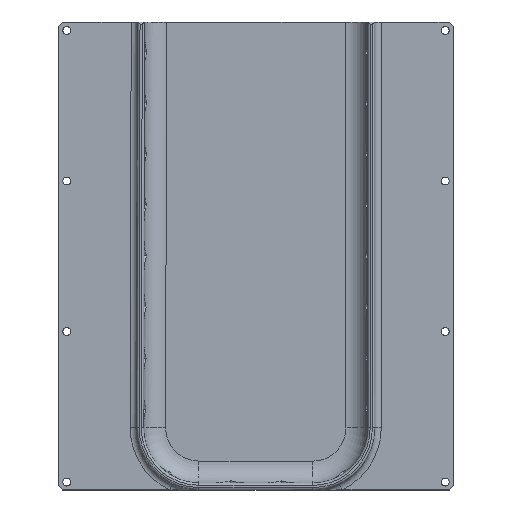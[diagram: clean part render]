
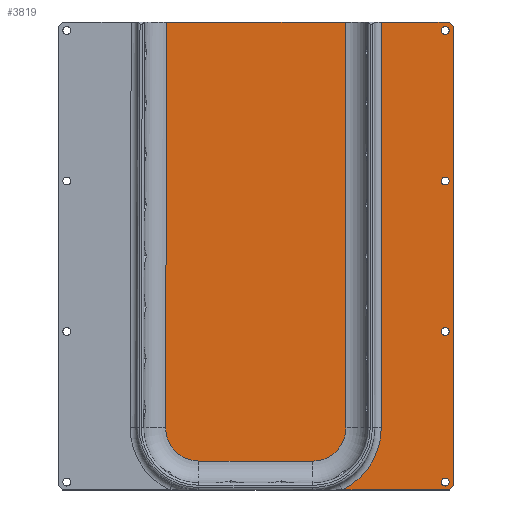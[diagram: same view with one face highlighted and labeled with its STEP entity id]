
A CAD part, top view. The second image highlights one B-rep face of the part: STEP entity #3819.
In plain terms, the highlighted planar face has unit normal (0, 0, 1).
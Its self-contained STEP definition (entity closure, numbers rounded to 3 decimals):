
#39=FACE_BOUND('',#529,.T.);
#40=FACE_BOUND('',#530,.T.);
#41=FACE_BOUND('',#531,.T.);
#42=FACE_BOUND('',#532,.T.);
#327=FACE_OUTER_BOUND('',#528,.T.);
#528=EDGE_LOOP('',(#3467,#3468,#3469,#3470,#3471,#3472,#3473,#3474,#3475,
#3476,#3477,#3478,#3479,#3480));
#529=EDGE_LOOP('',(#3481));
#530=EDGE_LOOP('',(#3482));
#531=EDGE_LOOP('',(#3483));
#532=EDGE_LOOP('',(#3484));
#561=CIRCLE('',#3933,15.);
#570=CIRCLE('',#3972,15.);
#592=CIRCLE('',#4061,31.);
#622=CIRCLE('',#4127,1.8);
#627=CIRCLE('',#4136,1.8);
#629=CIRCLE('',#4139,1.8);
#632=CIRCLE('',#4144,1.8);
#658=LINE('',#5329,#1064);
#800=LINE('',#5672,#1206);
#852=LINE('',#5887,#1258);
#966=LINE('',#6111,#1372);
#996=LINE('',#6276,#1402);
#1023=LINE('',#6356,#1429);
#1027=LINE('',#6364,#1433);
#1030=LINE('',#6370,#1436);
#1033=LINE('',#6376,#1439);
#1036=LINE('',#6382,#1442);
#1039=LINE('',#6386,#1445);
#1064=VECTOR('',#4264,10.);
#1206=VECTOR('',#4558,10.);
#1258=VECTOR('',#4736,10.);
#1372=VECTOR('',#4938,10.);
#1402=VECTOR('',#5084,10.);
#1429=VECTOR('',#5181,10.);
#1433=VECTOR('',#5187,10.);
#1436=VECTOR('',#5192,10.);
#1439=VECTOR('',#5197,10.);
#1442=VECTOR('',#5202,10.);
#1445=VECTOR('',#5207,10.);
#1496=VERTEX_POINT('',#5326);
#1497=VERTEX_POINT('',#5328);
#1577=VERTEX_POINT('',#5613);
#1598=VERTEX_POINT('',#5670);
#1623=VERTEX_POINT('',#5768);
#1674=VERTEX_POINT('',#5885);
#1739=VERTEX_POINT('',#6108);
#1740=VERTEX_POINT('',#6110);
#1743=VERTEX_POINT('',#6117);
#1787=VERTEX_POINT('',#6297);
#1792=VERTEX_POINT('',#6315);
#1794=VERTEX_POINT('',#6321);
#1797=VERTEX_POINT('',#6331);
#1804=VERTEX_POINT('',#6355);
#1807=VERTEX_POINT('',#6363);
#1809=VERTEX_POINT('',#6369);
#1811=VERTEX_POINT('',#6375);
#1813=VERTEX_POINT('',#6381);
#1871=EDGE_CURVE('',#1496,#1497,#658,.T.);
#2008=EDGE_CURVE('',#1577,#1496,#561,.T.);
#2037=EDGE_CURVE('',#1598,#1577,#800,.T.);
#2077=EDGE_CURVE('',#1623,#1598,#570,.T.);
#2136=EDGE_CURVE('',#1674,#1623,#852,.T.);
#2251=EDGE_CURVE('',#1739,#1740,#966,.T.);
#2255=EDGE_CURVE('',#1743,#1739,#592,.T.);
#2321=EDGE_CURVE('',#1674,#1740,#996,.T.);
#2331=EDGE_CURVE('',#1787,#1787,#622,.T.);
#2340=EDGE_CURVE('',#1792,#1792,#627,.T.);
#2343=EDGE_CURVE('',#1794,#1794,#629,.T.);
#2348=EDGE_CURVE('',#1797,#1797,#632,.T.);
#2360=EDGE_CURVE('',#1804,#1497,#1023,.T.);
#2364=EDGE_CURVE('',#1807,#1804,#1027,.T.);
#2367=EDGE_CURVE('',#1809,#1807,#1030,.T.);
#2370=EDGE_CURVE('',#1811,#1809,#1033,.T.);
#2373=EDGE_CURVE('',#1813,#1811,#1036,.T.);
#2376=EDGE_CURVE('',#1743,#1813,#1039,.T.);
#3467=ORIENTED_EDGE('',*,*,#2255,.F.);
#3468=ORIENTED_EDGE('',*,*,#2376,.T.);
#3469=ORIENTED_EDGE('',*,*,#2373,.T.);
#3470=ORIENTED_EDGE('',*,*,#2370,.T.);
#3471=ORIENTED_EDGE('',*,*,#2367,.T.);
#3472=ORIENTED_EDGE('',*,*,#2364,.T.);
#3473=ORIENTED_EDGE('',*,*,#2360,.T.);
#3474=ORIENTED_EDGE('',*,*,#1871,.F.);
#3475=ORIENTED_EDGE('',*,*,#2008,.F.);
#3476=ORIENTED_EDGE('',*,*,#2037,.F.);
#3477=ORIENTED_EDGE('',*,*,#2077,.F.);
#3478=ORIENTED_EDGE('',*,*,#2136,.F.);
#3479=ORIENTED_EDGE('',*,*,#2321,.T.);
#3480=ORIENTED_EDGE('',*,*,#2251,.F.);
#3481=ORIENTED_EDGE('',*,*,#2348,.T.);
#3482=ORIENTED_EDGE('',*,*,#2343,.T.);
#3483=ORIENTED_EDGE('',*,*,#2340,.T.);
#3484=ORIENTED_EDGE('',*,*,#2331,.T.);
#3642=PLANE('',#4156);
#3819=ADVANCED_FACE('',(#327,#39,#40,#41,#42),#3642,.T.);
#3933=AXIS2_PLACEMENT_3D('',#5615,#4504,#4505);
#3972=AXIS2_PLACEMENT_3D('',#5770,#4628,#4629);
#4061=AXIS2_PLACEMENT_3D('',#6119,#4946,#4947);
#4127=AXIS2_PLACEMENT_3D('',#6298,#5116,#5117);
#4136=AXIS2_PLACEMENT_3D('',#6316,#5138,#5139);
#4139=AXIS2_PLACEMENT_3D('',#6322,#5145,#5146);
#4144=AXIS2_PLACEMENT_3D('',#6332,#5157,#5158);
#4156=AXIS2_PLACEMENT_3D('',#6387,#5208,#5209);
#4264=DIRECTION('',(0.002,1.,0.));
#4504=DIRECTION('center_axis',(0.,0.,-1.));
#4505=DIRECTION('ref_axis',(-0.708,-0.706,0.));
#4558=DIRECTION('',(-1.,0.001,0.));
#4628=DIRECTION('center_axis',(0.,0.,-1.));
#4629=DIRECTION('ref_axis',(0.707,-0.708,0.));
#4736=DIRECTION('',(0.,-1.,0.));
#4938=DIRECTION('',(0.,1.,0.));
#4946=DIRECTION('center_axis',(0.,0.,1.));
#4947=DIRECTION('ref_axis',(0.707,-0.708,0.));
#5084=DIRECTION('',(1.,0.,0.));
#5116=DIRECTION('center_axis',(0.,0.,-1.));
#5117=DIRECTION('ref_axis',(1.,0.,0.));
#5138=DIRECTION('center_axis',(0.,0.,-1.));
#5139=DIRECTION('ref_axis',(1.,0.,0.));
#5145=DIRECTION('center_axis',(0.,0.,-1.));
#5146=DIRECTION('ref_axis',(1.,0.,0.));
#5157=DIRECTION('center_axis',(0.,0.,-1.));
#5158=DIRECTION('ref_axis',(1.,0.,0.));
#5181=DIRECTION('',(-1.,0.,0.));
#5187=DIRECTION('',(-1.,0.,0.));
#5192=DIRECTION('',(-0.707,0.707,0.));
#5197=DIRECTION('',(0.,1.,0.));
#5202=DIRECTION('',(0.707,0.707,0.));
#5207=DIRECTION('',(1.,0.,0.));
#5208=DIRECTION('center_axis',(0.,0.,1.));
#5209=DIRECTION('ref_axis',(1.,0.,0.));
#5326=CARTESIAN_POINT('',(-40.837,-9.463,126.8));
#5328=CARTESIAN_POINT('',(-40.4,173.8,126.8));
#5329=CARTESIAN_POINT('',(-40.745,29.369,126.8));
#5613=CARTESIAN_POINT('',(-25.855,-24.499,126.8));
#5615=CARTESIAN_POINT('Origin',(-25.838,-9.499,126.8));
#5670=CARTESIAN_POINT('',(25.582,-24.56,126.8));
#5672=CARTESIAN_POINT('',(12.736,-24.545,126.8));
#5768=CARTESIAN_POINT('',(40.6,-9.56,126.8));
#5770=CARTESIAN_POINT('Origin',(25.6,-9.56,126.8));
#5885=CARTESIAN_POINT('',(40.6,173.74,126.8));
#5887=CARTESIAN_POINT('',(40.6,120.921,126.8));
#6108=CARTESIAN_POINT('',(56.6,-9.56,126.8));
#6110=CARTESIAN_POINT('',(56.6,173.74,126.8));
#6111=CARTESIAN_POINT('',(56.6,29.271,126.8));
#6117=CARTESIAN_POINT('',(38.834,-37.594,126.8));
#6119=CARTESIAN_POINT('Origin',(25.6,-9.56,126.8));
#6276=CARTESIAN_POINT('',(26.8,173.74,126.8));
#6297=CARTESIAN_POINT('',(83.7,-34.,126.8));
#6298=CARTESIAN_POINT('Origin',(85.5,-34.,126.8));
#6315=CARTESIAN_POINT('',(83.7,102.,126.8));
#6316=CARTESIAN_POINT('Origin',(85.5,102.,126.8));
#6321=CARTESIAN_POINT('',(83.7,170.,126.8));
#6322=CARTESIAN_POINT('Origin',(85.5,170.,126.8));
#6331=CARTESIAN_POINT('',(83.7,34.,126.8));
#6332=CARTESIAN_POINT('Origin',(85.5,34.,126.8));
#6355=CARTESIAN_POINT('',(77.5,173.8,126.8));
#6356=CARTESIAN_POINT('',(-77.3,173.8,126.8));
#6363=CARTESIAN_POINT('',(87.417,173.8,126.8));
#6364=CARTESIAN_POINT('',(77.5,173.8,126.8));
#6369=CARTESIAN_POINT('',(89.3,171.917,126.8));
#6370=CARTESIAN_POINT('',(87.417,173.8,126.8));
#6375=CARTESIAN_POINT('',(89.3,-35.711,126.8));
#6376=CARTESIAN_POINT('',(89.3,171.917,126.8));
#6381=CARTESIAN_POINT('',(87.417,-37.594,126.8));
#6382=CARTESIAN_POINT('',(89.3,-35.711,126.8));
#6386=CARTESIAN_POINT('',(-87.417,-37.594,126.8));
#6387=CARTESIAN_POINT('Origin',(0.,68.103,126.8));
